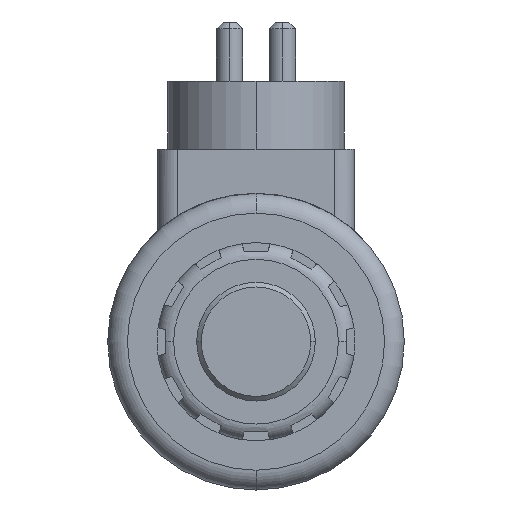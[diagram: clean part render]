
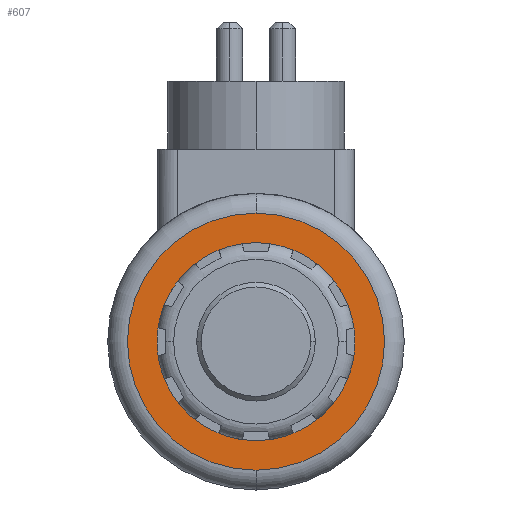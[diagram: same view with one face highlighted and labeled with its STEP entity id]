
A CAD part, left-side view. The second image highlights one B-rep face of the part: STEP entity #607.
In plain terms, the highlighted planar face has unit normal (-1, 0, 0).
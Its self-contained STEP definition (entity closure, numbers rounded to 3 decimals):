
#607 = ADVANCED_FACE ( 'NONE', ( #8238 ), #1439, .T. ) ;
#815 = DIRECTION ( 'NONE',  ( 0., 0., 1. ) ) ;
#1060 = ORIENTED_EDGE ( 'NONE', *, *, #8023, .T. ) ;
#1439 = PLANE ( 'NONE',  #6191 ) ;
#1680 = AXIS2_PLACEMENT_3D ( 'NONE', #3473, #8759, #4221 ) ;
#2284 = CIRCLE ( 'NONE', #1680, 19.5 ) ;
#2438 = EDGE_CURVE ( 'NONE', #8397, #5614, #4021, .T. ) ;
#3473 = CARTESIAN_POINT ( 'NONE',  ( -177.934, 11.75, 0. ) ) ;
#3877 = ORIENTED_EDGE ( 'NONE', *, *, #2438, .T. ) ;
#4021 = CIRCLE ( 'NONE', #9836, 19.5 ) ;
#4035 = CARTESIAN_POINT ( 'NONE',  ( -177.934, 11.75, 0. ) ) ;
#4221 = DIRECTION ( 'NONE',  ( 0., 0., 1. ) ) ;
#5614 = VERTEX_POINT ( 'NONE', #5653 ) ;
#5653 = CARTESIAN_POINT ( 'NONE',  ( -177.934, 11.75, -19.5 ) ) ;
#6191 = AXIS2_PLACEMENT_3D ( 'NONE', #6228, #8646, #8154 ) ;
#6196 = CARTESIAN_POINT ( 'NONE',  ( -177.934, 11.75, 19.5 ) ) ;
#6228 = CARTESIAN_POINT ( 'NONE',  ( -177.934, 11.75, 0. ) ) ;
#8023 = EDGE_CURVE ( 'NONE', #5614, #8397, #2284, .T. ) ;
#8154 = DIRECTION ( 'NONE',  ( 0., 0., 1. ) ) ;
#8238 = FACE_OUTER_BOUND ( 'NONE', #9819, .T. ) ;
#8397 = VERTEX_POINT ( 'NONE', #6196 ) ;
#8646 = DIRECTION ( 'NONE',  ( -1., 0., 0. ) ) ;
#8759 = DIRECTION ( 'NONE',  ( -1., 0., 0. ) ) ;
#9819 = EDGE_LOOP ( 'NONE', ( #3877, #1060 ) ) ;
#9836 = AXIS2_PLACEMENT_3D ( 'NONE', #4035, #9981, #815 ) ;
#9981 = DIRECTION ( 'NONE',  ( -1., 0., 0. ) ) ;
